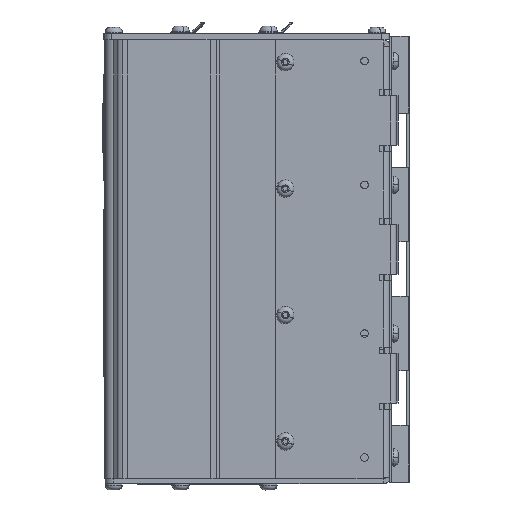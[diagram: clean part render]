
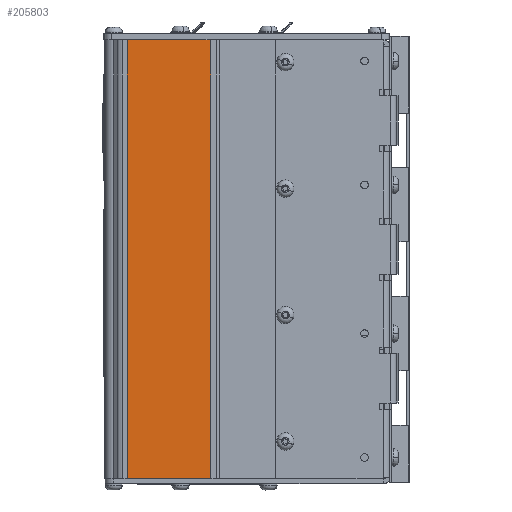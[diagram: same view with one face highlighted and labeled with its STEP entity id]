
A CAD part, left-side view. The second image highlights one B-rep face of the part: STEP entity #205803.
In plain terms, the highlighted planar face has unit normal (-1, 0, 0).
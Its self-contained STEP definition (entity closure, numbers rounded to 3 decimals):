
#830 = DIRECTION ( 'NONE',  ( 1., 0., 0. ) ) ;
#1021 = VERTEX_POINT ( 'NONE', #129467 ) ;
#12720 = ORIENTED_EDGE ( 'NONE', *, *, #77062, .F. ) ;
#15508 = PLANE ( 'NONE',  #170840 ) ;
#28015 = VECTOR ( 'NONE', #41453, 1000. ) ;
#30131 = FACE_OUTER_BOUND ( 'NONE', #170766, .T. ) ;
#34653 = CARTESIAN_POINT ( 'NONE',  ( -54.5, 76.006, 0. ) ) ;
#35170 = EDGE_CURVE ( 'NONE', #132043, #120704, #201301, .T. ) ;
#36214 = DIRECTION ( 'NONE',  ( 0., -1., 0. ) ) ;
#41453 = DIRECTION ( 'NONE',  ( 0., -1., 0. ) ) ;
#50387 = VERTEX_POINT ( 'NONE', #50420 ) ;
#50420 = CARTESIAN_POINT ( 'NONE',  ( -54.5, 76.006, 177. ) ) ;
#50558 = LINE ( 'NONE', #90640, #143884 ) ;
#50824 = CARTESIAN_POINT ( 'NONE',  ( -54.5, 39.804, 0. ) ) ;
#57111 = CARTESIAN_POINT ( 'NONE',  ( -54.5, 0., 0. ) ) ;
#69713 = VECTOR ( 'NONE', #36214, 1000. ) ;
#77062 = EDGE_CURVE ( 'NONE', #1021, #120704, #195884, .T. ) ;
#80242 = CARTESIAN_POINT ( 'NONE',  ( -54.5, 0., 177. ) ) ;
#85117 = DIRECTION ( 'NONE',  ( 0., 0., -1. ) ) ;
#90640 = CARTESIAN_POINT ( 'NONE',  ( -54.5, 76.006, 177. ) ) ;
#104227 = ORIENTED_EDGE ( 'NONE', *, *, #184471, .T. ) ;
#108884 = ORIENTED_EDGE ( 'NONE', *, *, #35170, .T. ) ;
#120704 = VERTEX_POINT ( 'NONE', #50824 ) ;
#129467 = CARTESIAN_POINT ( 'NONE',  ( -54.5, 39.804, 177. ) ) ;
#132043 = VERTEX_POINT ( 'NONE', #34653 ) ;
#140093 = EDGE_CURVE ( 'NONE', #50387, #1021, #195036, .T. ) ;
#143884 = VECTOR ( 'NONE', #202445, 1000. ) ;
#164517 = CARTESIAN_POINT ( 'NONE',  ( -54.5, 39.804, 177. ) ) ;
#170766 = EDGE_LOOP ( 'NONE', ( #108884, #12720, #184539, #104227 ) ) ;
#170840 = AXIS2_PLACEMENT_3D ( 'NONE', #80242, #830, #172275 ) ;
#172275 = DIRECTION ( 'NONE',  ( 0., 1., 0. ) ) ;
#184471 = EDGE_CURVE ( 'NONE', #50387, #132043, #50558, .T. ) ;
#184539 = ORIENTED_EDGE ( 'NONE', *, *, #140093, .F. ) ;
#194868 = VECTOR ( 'NONE', #85117, 1000. ) ;
#195036 = LINE ( 'NONE', #196081, #69713 ) ;
#195884 = LINE ( 'NONE', #164517, #194868 ) ;
#196081 = CARTESIAN_POINT ( 'NONE',  ( -54.5, 0., 177. ) ) ;
#201301 = LINE ( 'NONE', #57111, #28015 ) ;
#202445 = DIRECTION ( 'NONE',  ( 0., 0., -1. ) ) ;
#205803 = ADVANCED_FACE ( 'NONE', ( #30131 ), #15508, .F. ) ;
